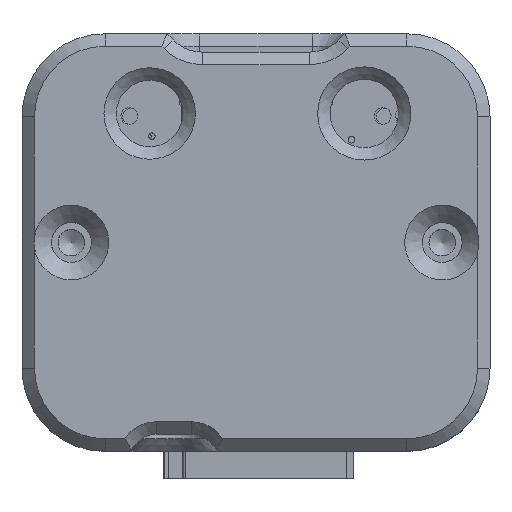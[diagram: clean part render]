
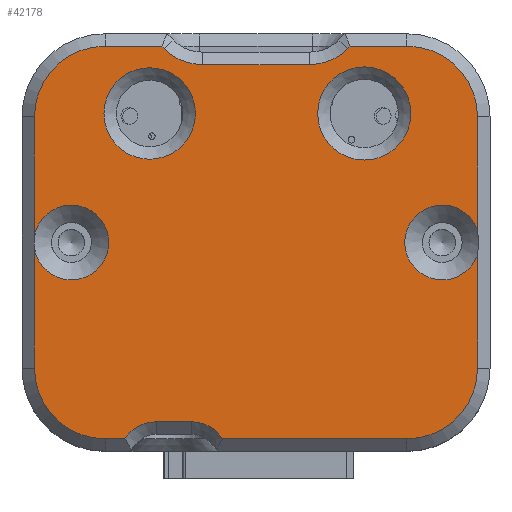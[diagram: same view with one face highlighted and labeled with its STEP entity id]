
A CAD part, top view. The second image highlights one B-rep face of the part: STEP entity #42178.
In plain terms, the highlighted planar face has unit normal (0, 0, 1).
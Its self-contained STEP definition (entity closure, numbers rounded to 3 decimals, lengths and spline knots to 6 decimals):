
#2087=CIRCLE('',#49804,0.002802);
#2088=CIRCLE('',#49805,0.00275);
#2089=CIRCLE('',#49806,0.00225);
#2090=CIRCLE('',#49807,0.00425);
#2091=CIRCLE('',#49808,0.00225);
#2092=CIRCLE('',#49809,0.00425);
#2093=CIRCLE('',#49810,0.00325);
#2094=CIRCLE('',#49811,0.00325);
#2095=CIRCLE('',#49812,0.00425);
#2096=CIRCLE('',#49813,0.00225);
#2097=CIRCLE('',#49814,0.00425);
#2098=CIRCLE('',#49815,0.00225);
#8861=ORIENTED_EDGE('',*,*,#17823,.T.);
#8862=ORIENTED_EDGE('',*,*,#17824,.T.);
#8863=ORIENTED_EDGE('',*,*,#17825,.T.);
#8864=ORIENTED_EDGE('',*,*,#17826,.T.);
#8865=ORIENTED_EDGE('',*,*,#17827,.T.);
#8866=ORIENTED_EDGE('',*,*,#17828,.T.);
#8867=ORIENTED_EDGE('',*,*,#17829,.T.);
#8868=ORIENTED_EDGE('',*,*,#17830,.T.);
#8869=ORIENTED_EDGE('',*,*,#17831,.T.);
#8870=ORIENTED_EDGE('',*,*,#17832,.T.);
#8871=ORIENTED_EDGE('',*,*,#17833,.T.);
#8872=ORIENTED_EDGE('',*,*,#17834,.T.);
#8873=ORIENTED_EDGE('',*,*,#17835,.T.);
#8874=ORIENTED_EDGE('',*,*,#17836,.T.);
#8875=ORIENTED_EDGE('',*,*,#17837,.T.);
#8876=ORIENTED_EDGE('',*,*,#17838,.T.);
#8877=ORIENTED_EDGE('',*,*,#17839,.T.);
#8878=ORIENTED_EDGE('',*,*,#17840,.T.);
#8879=ORIENTED_EDGE('',*,*,#17841,.T.);
#8880=ORIENTED_EDGE('',*,*,#17842,.T.);
#8881=ORIENTED_EDGE('',*,*,#17843,.T.);
#8882=ORIENTED_EDGE('',*,*,#17844,.T.);
#8883=ORIENTED_EDGE('',*,*,#17845,.T.);
#8884=ORIENTED_EDGE('',*,*,#17846,.T.);
#17823=EDGE_CURVE('',#22801,#22801,#2087,.F.);
#17824=EDGE_CURVE('',#22802,#22802,#2088,.F.);
#17825=EDGE_CURVE('',#22803,#22804,#27267,.T.);
#17826=EDGE_CURVE('',#22804,#22805,#2089,.F.);
#17827=EDGE_CURVE('',#22805,#22806,#27268,.T.);
#17828=EDGE_CURVE('',#22806,#22807,#2090,.T.);
#17829=EDGE_CURVE('',#22807,#22808,#27269,.T.);
#17830=EDGE_CURVE('',#22808,#22809,#2091,.T.);
#17831=EDGE_CURVE('',#22809,#22810,#27270,.T.);
#17832=EDGE_CURVE('',#22810,#22811,#2092,.T.);
#17833=EDGE_CURVE('',#22811,#22812,#27271,.T.);
#17834=EDGE_CURVE('',#22812,#22813,#27272,.T.);
#17835=EDGE_CURVE('',#22813,#22814,#2093,.F.);
#17836=EDGE_CURVE('',#22814,#22815,#27273,.T.);
#17837=EDGE_CURVE('',#22815,#22816,#2094,.F.);
#17838=EDGE_CURVE('',#22816,#22817,#27274,.T.);
#17839=EDGE_CURVE('',#22817,#22818,#27275,.T.);
#17840=EDGE_CURVE('',#22818,#22819,#2095,.T.);
#17841=EDGE_CURVE('',#22819,#22820,#27276,.T.);
#17842=EDGE_CURVE('',#22820,#22821,#2096,.T.);
#17843=EDGE_CURVE('',#22821,#22822,#27277,.T.);
#17844=EDGE_CURVE('',#22822,#22823,#2097,.T.);
#17845=EDGE_CURVE('',#22823,#22824,#27278,.T.);
#17846=EDGE_CURVE('',#22824,#22803,#2098,.F.);
#22801=VERTEX_POINT('',#69256);
#22802=VERTEX_POINT('',#69258);
#22803=VERTEX_POINT('',#69260);
#22804=VERTEX_POINT('',#69261);
#22805=VERTEX_POINT('',#69263);
#22806=VERTEX_POINT('',#69265);
#22807=VERTEX_POINT('',#69267);
#22808=VERTEX_POINT('',#69269);
#22809=VERTEX_POINT('',#69271);
#22810=VERTEX_POINT('',#69273);
#22811=VERTEX_POINT('',#69275);
#22812=VERTEX_POINT('',#69277);
#22813=VERTEX_POINT('',#69279);
#22814=VERTEX_POINT('',#69281);
#22815=VERTEX_POINT('',#69283);
#22816=VERTEX_POINT('',#69285);
#22817=VERTEX_POINT('',#69287);
#22818=VERTEX_POINT('',#69289);
#22819=VERTEX_POINT('',#69291);
#22820=VERTEX_POINT('',#69293);
#22821=VERTEX_POINT('',#69295);
#22822=VERTEX_POINT('',#69297);
#22823=VERTEX_POINT('',#69299);
#22824=VERTEX_POINT('',#69301);
#27267=LINE('',#69259,#32044);
#27268=LINE('',#69264,#32045);
#27269=LINE('',#69268,#32046);
#27270=LINE('',#69272,#32047);
#27271=LINE('',#69276,#32048);
#27272=LINE('',#69278,#32049);
#27273=LINE('',#69282,#32050);
#27274=LINE('',#69286,#32051);
#27275=LINE('',#69288,#32052);
#27276=LINE('',#69292,#32053);
#27277=LINE('',#69296,#32054);
#27278=LINE('',#69300,#32055);
#32044=VECTOR('',#57332,1.);
#32045=VECTOR('',#57335,1.);
#32046=VECTOR('',#57338,1.);
#32047=VECTOR('',#57341,1.);
#32048=VECTOR('',#57344,1.);
#32049=VECTOR('',#57345,1.);
#32050=VECTOR('',#57348,1.);
#32051=VECTOR('',#57351,1.);
#32052=VECTOR('',#57352,1.);
#32053=VECTOR('',#57355,1.);
#32054=VECTOR('',#57358,1.);
#32055=VECTOR('',#57361,1.);
#35697=EDGE_LOOP('',(#8861));
#35698=EDGE_LOOP('',(#8862));
#35699=EDGE_LOOP('',(#8863,#8864,#8865,#8866,#8867,#8868,#8869,#8870,#8871,
#8872,#8873,#8874,#8875,#8876,#8877,#8878,#8879,#8880,#8881,#8882,#8883,
#8884));
#38297=FACE_BOUND('',#35697,.T.);
#38298=FACE_BOUND('',#35698,.T.);
#38299=FACE_BOUND('',#35699,.T.);
#40344=PLANE('',#49803);
#42178=ADVANCED_FACE('',(#38297,#38298,#38299),#40344,.T.);
#49803=AXIS2_PLACEMENT_3D('',#69254,#57326,#57327);
#49804=AXIS2_PLACEMENT_3D('',#69255,#57328,#57329);
#49805=AXIS2_PLACEMENT_3D('',#69257,#57330,#57331);
#49806=AXIS2_PLACEMENT_3D('',#69262,#57333,#57334);
#49807=AXIS2_PLACEMENT_3D('',#69266,#57336,#57337);
#49808=AXIS2_PLACEMENT_3D('',#69270,#57339,#57340);
#49809=AXIS2_PLACEMENT_3D('',#69274,#57342,#57343);
#49810=AXIS2_PLACEMENT_3D('',#69280,#57346,#57347);
#49811=AXIS2_PLACEMENT_3D('',#69284,#57349,#57350);
#49812=AXIS2_PLACEMENT_3D('',#69290,#57353,#57354);
#49813=AXIS2_PLACEMENT_3D('',#69294,#57356,#57357);
#49814=AXIS2_PLACEMENT_3D('',#69298,#57359,#57360);
#49815=AXIS2_PLACEMENT_3D('',#69302,#57362,#57363);
#57326=DIRECTION('',(0.,0.,1.));
#57327=DIRECTION('',(1.,0.,0.));
#57328=DIRECTION('',(0.,0.,1.));
#57329=DIRECTION('',(1.,0.,0.));
#57330=DIRECTION('',(0.,0.,1.));
#57331=DIRECTION('',(1.,0.,0.));
#57332=DIRECTION('',(1.,0.,0.));
#57333=DIRECTION('',(0.,0.,1.));
#57334=DIRECTION('',(1.,0.,0.));
#57335=DIRECTION('',(1.,0.,0.));
#57336=DIRECTION('',(0.,0.,1.));
#57337=DIRECTION('',(1.,0.,0.));
#57338=DIRECTION('',(0.,1.,0.));
#57339=DIRECTION('',(0.,0.,-1.));
#57340=DIRECTION('',(-1.,0.,0.));
#57341=DIRECTION('',(0.,1.,0.));
#57342=DIRECTION('',(0.,0.,1.));
#57343=DIRECTION('',(1.,0.,0.));
#57344=DIRECTION('',(-1.,0.,0.));
#57345=DIRECTION('',(-0.707,-0.707,0.));
#57346=DIRECTION('',(0.,0.,1.));
#57347=DIRECTION('',(1.,0.,0.));
#57348=DIRECTION('',(-1.,0.,0.));
#57349=DIRECTION('',(0.,0.,1.));
#57350=DIRECTION('',(1.,0.,0.));
#57351=DIRECTION('',(-0.707,0.707,0.));
#57352=DIRECTION('',(-1.,0.,0.));
#57353=DIRECTION('',(0.,0.,1.));
#57354=DIRECTION('',(1.,0.,0.));
#57355=DIRECTION('',(0.,-1.,0.));
#57356=DIRECTION('',(0.,0.,-1.));
#57357=DIRECTION('',(-1.,0.,0.));
#57358=DIRECTION('',(0.,-1.,0.));
#57359=DIRECTION('',(0.,0.,1.));
#57360=DIRECTION('',(1.,0.,0.));
#57361=DIRECTION('',(1.,0.,0.));
#57362=DIRECTION('',(0.,0.,1.));
#57363=DIRECTION('',(1.,0.,0.));
#69254=CARTESIAN_POINT('',(-0.001968,0.009589,0.00627));
#69255=CARTESIAN_POINT('',(0.004543,0.017345,0.00627));
#69256=CARTESIAN_POINT('',(0.007344,0.017345,0.00627));
#69257=CARTESIAN_POINT('',(-0.00836,0.017345,0.00627));
#69258=CARTESIAN_POINT('',(-0.00561,0.017345,0.00627));
#69259=CARTESIAN_POINT('',(-0.001968,-0.001192,0.00627));
#69260=CARTESIAN_POINT('',(-0.00797,-0.001192,0.00627));
#69261=CARTESIAN_POINT('',(-0.005851,-0.001192,0.00627));
#69262=CARTESIAN_POINT('',(-0.005851,-0.003442,0.00627));
#69263=CARTESIAN_POINT('',(-0.003966,-0.002212,0.00627));
#69264=CARTESIAN_POINT('',(0.007103,-0.002212,0.00627));
#69265=CARTESIAN_POINT('',(0.007103,-0.002212,0.00627));
#69266=CARTESIAN_POINT('',(0.007103,0.002038,0.00627));
#69267=CARTESIAN_POINT('',(0.011353,0.002038,0.00627));
#69268=CARTESIAN_POINT('',(0.011353,0.009589,0.00627));
#69269=CARTESIAN_POINT('',(0.011353,0.008844,0.00627));
#69270=CARTESIAN_POINT('',(0.00923,0.009589,0.00627));
#69271=CARTESIAN_POINT('',(0.011353,0.010333,0.00627));
#69272=CARTESIAN_POINT('',(0.011353,0.009589,0.00627));
#69273=CARTESIAN_POINT('',(0.011353,0.017139,0.00627));
#69274=CARTESIAN_POINT('',(0.007103,0.017139,0.00627));
#69275=CARTESIAN_POINT('',(0.007103,0.021389,0.00627));
#69276=CARTESIAN_POINT('',(-0.001968,0.021389,0.00627));
#69277=CARTESIAN_POINT('',(0.003694,0.021389,0.00627));
#69278=CARTESIAN_POINT('',(-0.005037,0.012658,0.00627));
#69279=CARTESIAN_POINT('',(0.003544,0.021239,0.00627));
#69280=CARTESIAN_POINT('',(0.001246,0.023537,0.00627));
#69281=CARTESIAN_POINT('',(0.001246,0.020287,0.00627));
#69282=CARTESIAN_POINT('',(-0.001968,0.020287,0.00627));
#69283=CARTESIAN_POINT('',(-0.005186,0.020287,0.00627));
#69284=CARTESIAN_POINT('',(-0.005186,0.023537,0.00627));
#69285=CARTESIAN_POINT('',(-0.007484,0.021239,0.00627));
#69286=CARTESIAN_POINT('',(0.001099,0.012656,0.00627));
#69287=CARTESIAN_POINT('',(-0.007634,0.021389,0.00627));
#69288=CARTESIAN_POINT('',(-0.001968,0.021389,0.00627));
#69289=CARTESIAN_POINT('',(-0.011039,0.021389,0.00627));
#69290=CARTESIAN_POINT('',(-0.011039,0.017139,0.00627));
#69291=CARTESIAN_POINT('',(-0.015289,0.017139,0.00627));
#69292=CARTESIAN_POINT('',(-0.015289,0.002038,0.00627));
#69293=CARTESIAN_POINT('',(-0.015289,0.009968,0.00627));
#69294=CARTESIAN_POINT('',(-0.013071,0.009589,0.00627));
#69295=CARTESIAN_POINT('',(-0.015289,0.009209,0.00627));
#69296=CARTESIAN_POINT('',(-0.015289,0.002038,0.00627));
#69297=CARTESIAN_POINT('',(-0.015289,0.002038,0.00627));
#69298=CARTESIAN_POINT('',(-0.011039,0.002038,0.00627));
#69299=CARTESIAN_POINT('',(-0.011039,-0.002212,0.00627));
#69300=CARTESIAN_POINT('',(-0.009612,-0.002212,0.00627));
#69301=CARTESIAN_POINT('',(-0.009854,-0.002212,0.00627));
#69302=CARTESIAN_POINT('',(-0.00797,-0.003442,0.00627));
